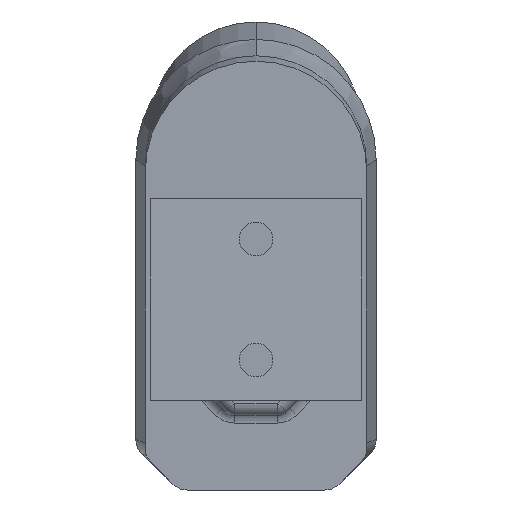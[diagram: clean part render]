
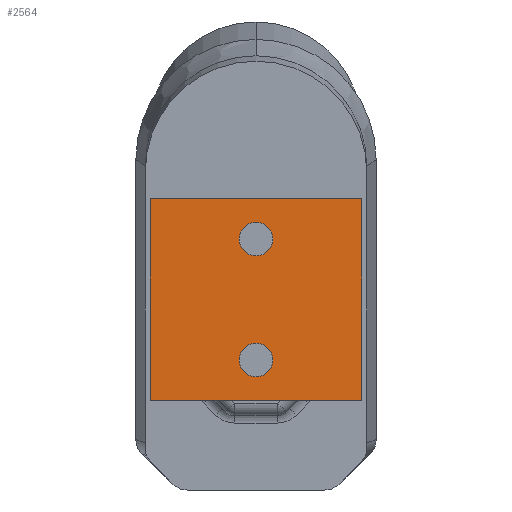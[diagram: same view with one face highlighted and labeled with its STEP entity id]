
A CAD part, front view. The second image highlights one B-rep face of the part: STEP entity #2564.
In plain terms, the highlighted planar face has unit normal (0, -1, 0).
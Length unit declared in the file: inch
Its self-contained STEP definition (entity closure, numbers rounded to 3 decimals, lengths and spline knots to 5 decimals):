
#150 = CIRCLE ( 'NONE', #154, 0.125 ) ;
#154 = AXIS2_PLACEMENT_3D ( 'NONE', #3084, #3086, #3087 ) ;
#156 = CIRCLE ( 'NONE', #160, 0.125 ) ;
#160 = AXIS2_PLACEMENT_3D ( 'NONE', #3106, #3108, #3109 ) ;
#195 = VECTOR ( 'NONE', #3187, 39.37008 ) ;
#196 = VECTOR ( 'NONE', #3212, 39.37008 ) ;
#199 = CIRCLE ( 'NONE', #201, 0.125 ) ;
#200 = CIRCLE ( 'NONE', #203, 0.125 ) ;
#201 = AXIS2_PLACEMENT_3D ( 'NONE', #3198, #3199, #3200 ) ;
#202 = VECTOR ( 'NONE', #3206, 39.37008 ) ;
#203 = AXIS2_PLACEMENT_3D ( 'NONE', #3203, #3204, #3205 ) ;
#204 = VECTOR ( 'NONE', #3210, 39.37008 ) ;
#336 = EDGE_CURVE ( 'NONE', #2009, #2008, #150, .T. ) ;
#340 = EDGE_CURVE ( 'NONE', #2000, #2005, #156, .T. ) ;
#364 = EDGE_CURVE ( 'NONE', #2017, #2066, #3185, .T. ) ;
#368 = EDGE_CURVE ( 'NONE', #2008, #2009, #199, .T. ) ;
#369 = EDGE_CURVE ( 'NONE', #2005, #2000, #200, .T. ) ;
#370 = EDGE_CURVE ( 'NONE', #2066, #2011, #3196, .T. ) ;
#371 = EDGE_CURVE ( 'NONE', #2069, #2011, #3207, .T. ) ;
#372 = EDGE_CURVE ( 'NONE', #2017, #2069, #3202, .T. ) ;
#1065 = ORIENTED_EDGE ( 'NONE', *, *, #368, .F. ) ;
#1066 = ORIENTED_EDGE ( 'NONE', *, *, #336, .F. ) ;
#1067 = ORIENTED_EDGE ( 'NONE', *, *, #369, .F. ) ;
#1068 = ORIENTED_EDGE ( 'NONE', *, *, #340, .F. ) ;
#1069 = ORIENTED_EDGE ( 'NONE', *, *, #370, .T. ) ;
#1070 = ORIENTED_EDGE ( 'NONE', *, *, #371, .F. ) ;
#1071 = ORIENTED_EDGE ( 'NONE', *, *, #372, .F. ) ;
#1072 = ORIENTED_EDGE ( 'NONE', *, *, #364, .T. ) ;
#2000 = VERTEX_POINT ( 'NONE', #8446 ) ;
#2005 = VERTEX_POINT ( 'NONE', #8455 ) ;
#2008 = VERTEX_POINT ( 'NONE', #8458 ) ;
#2009 = VERTEX_POINT ( 'NONE', #8459 ) ;
#2011 = VERTEX_POINT ( 'NONE', #8461 ) ;
#2017 = VERTEX_POINT ( 'NONE', #8467 ) ;
#2066 = VERTEX_POINT ( 'NONE', #8516 ) ;
#2069 = VERTEX_POINT ( 'NONE', #8519 ) ;
#2423 = EDGE_LOOP ( 'NONE', ( #1067, #1068 ) ) ;
#2426 = EDGE_LOOP ( 'NONE', ( #1065, #1066 ) ) ;
#2427 = EDGE_LOOP ( 'NONE', ( #1069, #1070, #1071, #1072 ) ) ;
#2564 = ADVANCED_FACE ( 'NONE', ( #8971, #8967, #8973 ), #8974, .F. ) ;
#3084 = CARTESIAN_POINT ( 'NONE',  ( 0.7875, 0., -1.2 ) ) ;
#3086 = DIRECTION ( 'NONE',  ( 0., -1., 0. ) ) ;
#3087 = DIRECTION ( 'NONE',  ( 0., 0., -1. ) ) ;
#3106 = CARTESIAN_POINT ( 'NONE',  ( 0.7875, 0., -0.3 ) ) ;
#3108 = DIRECTION ( 'NONE',  ( 0., -1., 0. ) ) ;
#3109 = DIRECTION ( 'NONE',  ( 0., 0., -1. ) ) ;
#3185 = LINE ( 'NONE', #3186, #195 ) ;
#3186 = CARTESIAN_POINT ( 'NONE',  ( 1.575, 0., 0. ) ) ;
#3187 = DIRECTION ( 'NONE',  ( -1., 0., 0. ) ) ;
#3196 = LINE ( 'NONE', #3197, #202 ) ;
#3197 = CARTESIAN_POINT ( 'NONE',  ( 0., 0., 0. ) ) ;
#3198 = CARTESIAN_POINT ( 'NONE',  ( 0.7875, 0., -1.2 ) ) ;
#3199 = DIRECTION ( 'NONE',  ( 0., -1., 0. ) ) ;
#3200 = DIRECTION ( 'NONE',  ( 0., 0., -1. ) ) ;
#3202 = LINE ( 'NONE', #3211, #196 ) ;
#3203 = CARTESIAN_POINT ( 'NONE',  ( 0.7875, 0., -0.3 ) ) ;
#3204 = DIRECTION ( 'NONE',  ( 0., -1., 0. ) ) ;
#3205 = DIRECTION ( 'NONE',  ( 0., 0., -1. ) ) ;
#3206 = DIRECTION ( 'NONE',  ( 0., 0., -1. ) ) ;
#3207 = LINE ( 'NONE', #3209, #204 ) ;
#3209 = CARTESIAN_POINT ( 'NONE',  ( 1.575, 0., -1.5 ) ) ;
#3210 = DIRECTION ( 'NONE',  ( -1., 0., 0. ) ) ;
#3211 = CARTESIAN_POINT ( 'NONE',  ( 1.575, 0., 0. ) ) ;
#3212 = DIRECTION ( 'NONE',  ( 0., 0., -1. ) ) ;
#6959 = AXIS2_PLACEMENT_3D ( 'NONE', #8970, #8966, #8976 ) ;
#8446 = CARTESIAN_POINT ( 'NONE',  ( 0.7875, 0., -0.175 ) ) ;
#8455 = CARTESIAN_POINT ( 'NONE',  ( 0.7875, 0., -0.425 ) ) ;
#8458 = CARTESIAN_POINT ( 'NONE',  ( 0.7875, 0., -1.325 ) ) ;
#8459 = CARTESIAN_POINT ( 'NONE',  ( 0.7875, 0., -1.075 ) ) ;
#8461 = CARTESIAN_POINT ( 'NONE',  ( 0., 0., -1.5 ) ) ;
#8467 = CARTESIAN_POINT ( 'NONE',  ( 1.575, 0., 0. ) ) ;
#8516 = CARTESIAN_POINT ( 'NONE',  ( 0., 0., 0. ) ) ;
#8519 = CARTESIAN_POINT ( 'NONE',  ( 1.575, 0., -1.5 ) ) ;
#8966 = DIRECTION ( 'NONE',  ( 0., 1., 0. ) ) ;
#8967 = FACE_BOUND ( 'NONE', #2423, .T. ) ;
#8970 = CARTESIAN_POINT ( 'NONE',  ( 1.575, 0., 0. ) ) ;
#8971 = FACE_BOUND ( 'NONE', #2426, .T. ) ;
#8973 = FACE_OUTER_BOUND ( 'NONE', #2427, .T. ) ;
#8974 = PLANE ( 'NONE',  #6959 ) ;
#8976 = DIRECTION ( 'NONE',  ( 0., 0., 1. ) ) ;
